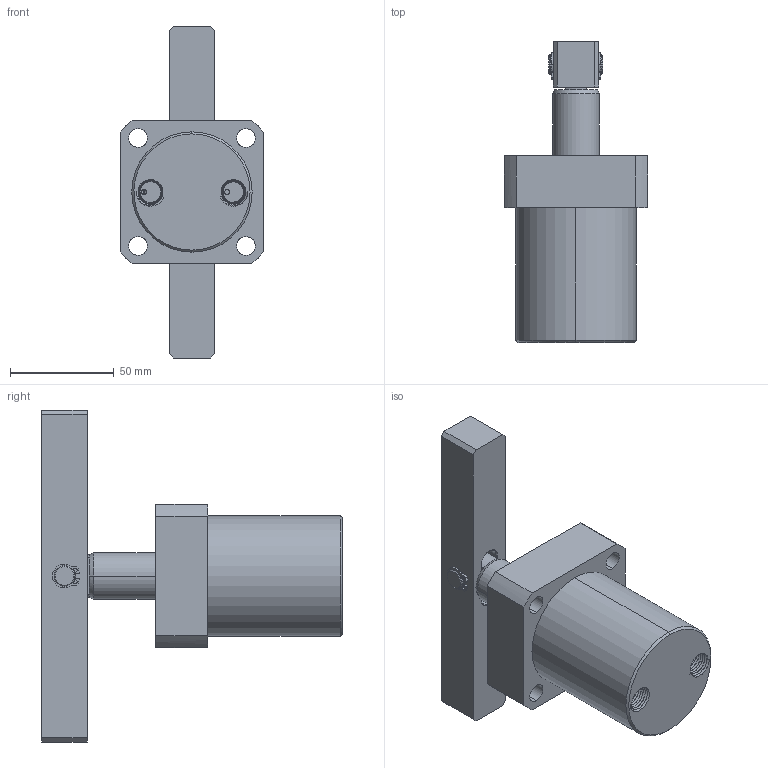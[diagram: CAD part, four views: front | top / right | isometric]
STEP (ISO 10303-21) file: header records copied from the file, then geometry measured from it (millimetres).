
FILE_DESCRIPTION (( 'STEP AP203' ), '1' );
FILE_NAME ('chs-fa40d_asm.STEP', '2019-04-19T00:59:12', ( '' ), ( '' ), 'SwSTEP 2.0', 'SolidWorks 2017', '' );
FILE_SCHEMA (( 'CONFIG_CONTROL_DESIGN' ));
Length unit declared in the file: millimetre
Products named in the file (6): chs-fa40d_asm; CHS-40D-02_1; XIAO; CHS-FA40  BT; CHS-40D-01_2; 12轴用挡圈
Assembly tree (6 placements, depth 2):
  chs-fa40d_asm
    CHS-FA40  BT
    XIAO
    12轴用挡圈  x2
    CHS-40D-02_1
    CHS-40D-01_2
Bounding box: 69 x 145 x 160 mm (x, y, z)
Volume: 330508 mm3; surface area: 71033.4 mm2
Topology: 7 solids, 7 shells, 252 faces, 654 edges, 425 vertices
Faces by surface type: cylinder 96, cone 82, plane 61, bspline 13
Entity records: 18484 total; most frequent: CARTESIAN_POINT 12591, ORIENTED_EDGE 1160, DIRECTION 957, EDGE_CURVE 580, VERTEX_POINT 381, AXIS2_PLACEMENT_3D 366, EDGE_LOOP 267, FACE_OUTER_BOUND 228
